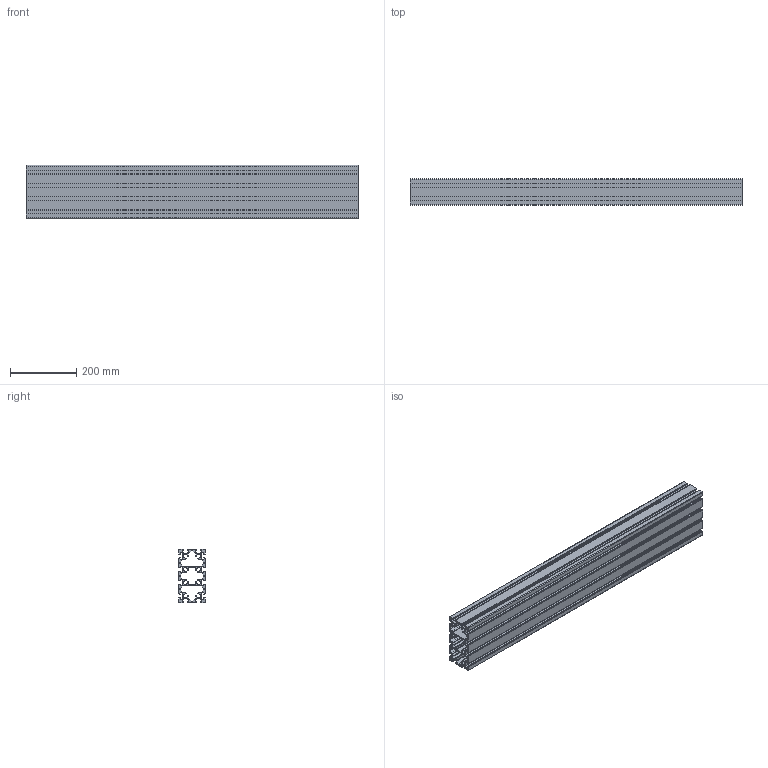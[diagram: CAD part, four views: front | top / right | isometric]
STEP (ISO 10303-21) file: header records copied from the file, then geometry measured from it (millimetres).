
FILE_DESCRIPTION (( 'STEP AP214' ), '1' );
FILE_NAME ('1.0816.12.SPRS.STEP', '2025-06-11T15:10:57', ( '' ), ( '' ), 'SwSTEP 2.0', 'SolidWorks 2023', '' );
FILE_SCHEMA (( 'AUTOMOTIVE_DESIGN' ));
Length unit declared in the file: millimetre
Products named in the file (1): 1.0816.12.SPRS
Bounding box: 1000 x 80 x 160 mm (x, y, z)
Volume: 3600171.4 mm3; surface area: 1744090.2 mm2
Topology: 1 solids, 1 shells, 395 faces, 1179 edges, 786 vertices
Faces by surface type: plane 226, cylinder 169
Entity records: 13366 total; most frequent: CARTESIAN_POINT 2361, ORIENTED_EDGE 2358, DIRECTION 2309, EDGE_CURVE 1179, VECTOR 841, LINE 841, VERTEX_POINT 786, AXIS2_PLACEMENT_3D 734
